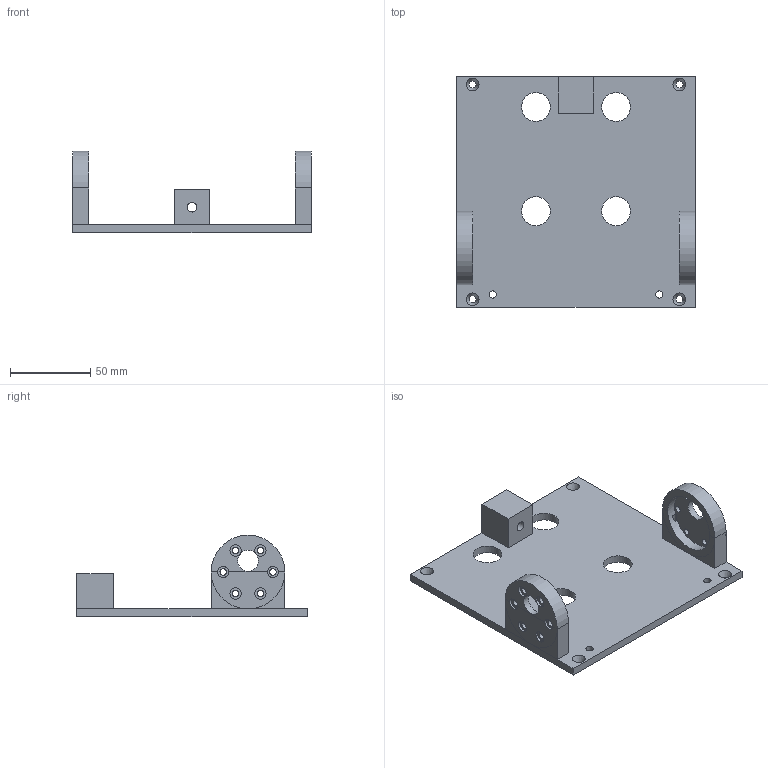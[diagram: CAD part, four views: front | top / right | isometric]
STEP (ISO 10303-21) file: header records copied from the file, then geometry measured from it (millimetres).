
FILE_DESCRIPTION(/* description */ (''),/* implementation_level */ '2;1');
FILE_NAME(/* name */ '35b2a6ce-a4ca-4e12-97fd-80da7dbba152.zip.stp',/* time_stamp */ '2024-02-04T16:46:07Z',/* author */ (''),/* organization */ (''),/* preprocessor_version */ 'ST-DEVELOPER v20',/* originating_system */ 'Autodesk Translation Framework v12.20.1.177',/* authorisation */ '');
FILE_SCHEMA (('AUTOMOTIVE_DESIGN { 1 0 10303 214 3 1 1 }'));
Length unit declared in the file: millimetre
Products named in the file (1): Estrutura_robo
Bounding box: 149 x 143.9 x 51 mm (x, y, z)
Volume: 133927.5 mm3; surface area: 58909.3 mm2
Topology: 1 solids, 1 shells, 102 faces, 246 edges, 154 vertices
Faces by surface type: plane 53, cylinder 45, cone 4
Full cylindrical faces by diameter (mm): 3.5 x4, 4 x12, 4.5 x6, 6 x1, 7 x12, 13 x2, 18 x4, 37 x2
Entity records: 3376 total; most frequent: CARTESIAN_POINT 755, DIRECTION 570, ORIENTED_EDGE 492, EDGE_CURVE 246, AXIS2_PLACEMENT_3D 225, EDGE_LOOP 160, VERTEX_POINT 154, CIRCLE 122
